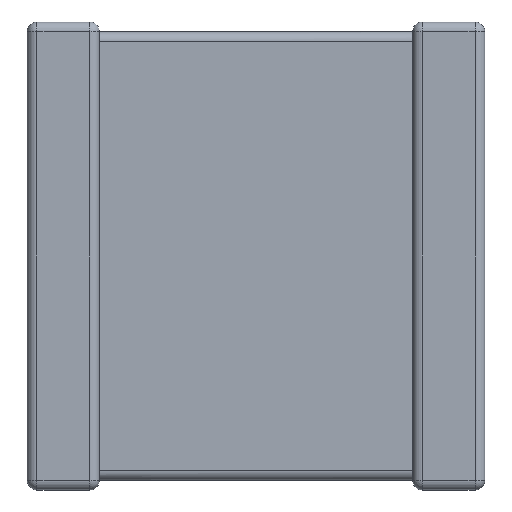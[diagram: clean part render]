
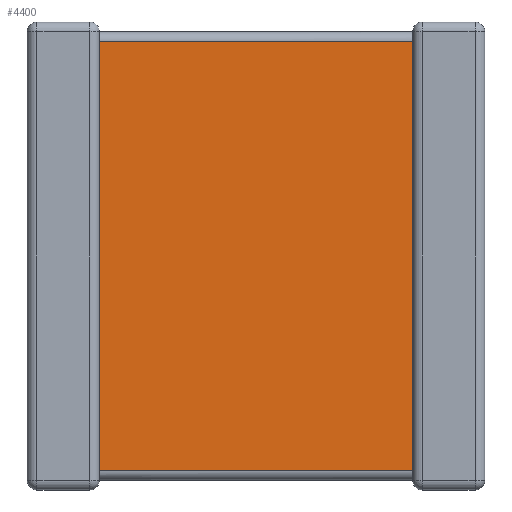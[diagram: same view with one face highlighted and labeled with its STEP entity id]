
A CAD part, front view. The second image highlights one B-rep face of the part: STEP entity #4400.
In plain terms, the highlighted planar face has unit normal (0, -1, 0).
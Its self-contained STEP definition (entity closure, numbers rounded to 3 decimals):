
#243 = CARTESIAN_POINT ( 'NONE',  ( 1.05, 0.141, -6.517 ) ) ;
#332 = DIRECTION ( 'NONE',  ( 0., -1., 0. ) ) ;
#357 = VECTOR ( 'NONE', #3495, 1000. ) ;
#508 = DIRECTION ( 'NONE',  ( -1., 0., 0. ) ) ;
#552 = ORIENTED_EDGE ( 'NONE', *, *, #4180, .T. ) ;
#690 = CARTESIAN_POINT ( 'NONE',  ( 1.05, 0.141, -6.8 ) ) ;
#939 = VERTEX_POINT ( 'NONE', #243 ) ;
#978 = CARTESIAN_POINT ( 'NONE',  ( 1.05, 0.141, -6.8 ) ) ;
#1053 = VECTOR ( 'NONE', #508, 1000. ) ;
#1207 = VECTOR ( 'NONE', #3055, 1000. ) ;
#1208 = LINE ( 'NONE', #1225, #1053 ) ;
#1225 = CARTESIAN_POINT ( 'NONE',  ( 1.05, 0.141, -0.283 ) ) ;
#1278 = VERTEX_POINT ( 'NONE', #3344 ) ;
#1353 = CARTESIAN_POINT ( 'NONE',  ( 1.05, 0.141, -0.283 ) ) ;
#1500 = ORIENTED_EDGE ( 'NONE', *, *, #1983, .T. ) ;
#1866 = VECTOR ( 'NONE', #4209, 1000. ) ;
#1983 = EDGE_CURVE ( 'NONE', #939, #2434, #2978, .T. ) ;
#2317 = EDGE_LOOP ( 'NONE', ( #3563, #1500, #3148, #552 ) ) ;
#2433 = CARTESIAN_POINT ( 'NONE',  ( 5.6, 0.141, -6.8 ) ) ;
#2434 = VERTEX_POINT ( 'NONE', #3889 ) ;
#2575 = LINE ( 'NONE', #690, #1866 ) ;
#2778 = DIRECTION ( 'NONE',  ( 0., 0., -1. ) ) ;
#2978 = LINE ( 'NONE', #3386, #1207 ) ;
#2987 = LINE ( 'NONE', #2433, #357 ) ;
#3032 = FACE_OUTER_BOUND ( 'NONE', #2317, .T. ) ;
#3055 = DIRECTION ( 'NONE',  ( 1., 0., 0. ) ) ;
#3148 = ORIENTED_EDGE ( 'NONE', *, *, #3745, .T. ) ;
#3344 = CARTESIAN_POINT ( 'NONE',  ( 5.6, 0.141, -0.283 ) ) ;
#3386 = CARTESIAN_POINT ( 'NONE',  ( 5.6, 0.141, -6.517 ) ) ;
#3495 = DIRECTION ( 'NONE',  ( 0., 0., 1. ) ) ;
#3505 = VERTEX_POINT ( 'NONE', #1353 ) ;
#3563 = ORIENTED_EDGE ( 'NONE', *, *, #3981, .F. ) ;
#3745 = EDGE_CURVE ( 'NONE', #2434, #1278, #2987, .T. ) ;
#3889 = CARTESIAN_POINT ( 'NONE',  ( 5.6, 0.141, -6.517 ) ) ;
#3981 = EDGE_CURVE ( 'NONE', #939, #3505, #2575, .T. ) ;
#4180 = EDGE_CURVE ( 'NONE', #1278, #3505, #1208, .T. ) ;
#4209 = DIRECTION ( 'NONE',  ( 0., 0., 1. ) ) ;
#4248 = AXIS2_PLACEMENT_3D ( 'NONE', #978, #332, #2778 ) ;
#4368 = PLANE ( 'NONE',  #4248 ) ;
#4400 = ADVANCED_FACE ( 'NONE', ( #3032 ), #4368, .T. ) ;
